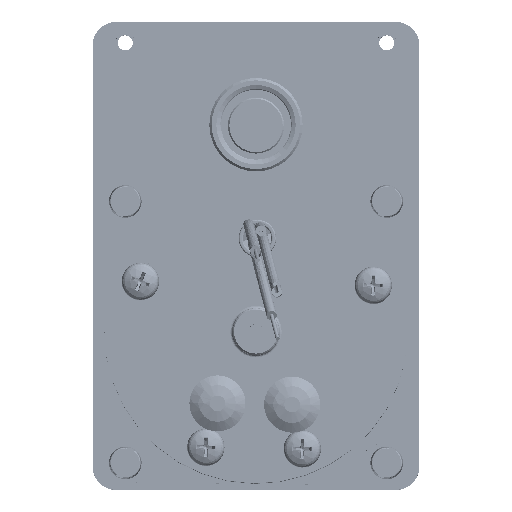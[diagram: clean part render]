
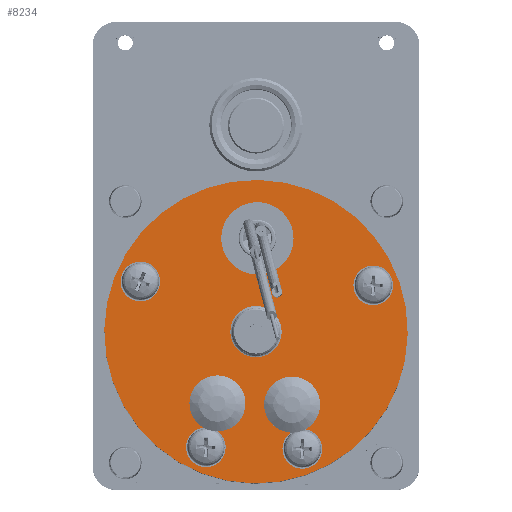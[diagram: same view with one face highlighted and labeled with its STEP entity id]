
A CAD part, top view. The second image highlights one B-rep face of the part: STEP entity #8234.
In plain terms, the highlighted face is planar.
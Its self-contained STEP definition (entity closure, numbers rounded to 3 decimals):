
#7627=CARTESIAN_POINT('',(6.487,-32.5,0.0));
#7628=VERTEX_POINT('',#7627);
#7629=CARTESIAN_POINT('',(6.487,0.0,0.0));
#7630=DIRECTION('',(-1.0,0.0,0.0));
#7631=DIRECTION('',(0.0,-1.0,0.0));
#7632=AXIS2_PLACEMENT_3D('',#7629,#7630,#7631);
#7633=CIRCLE('',#7632,32.5);
#7634=EDGE_CURVE('',#7628,#7628,#7633,.T.);
#7696=CARTESIAN_POINT('',(6.487,10.329,29.196));
#7697=VERTEX_POINT('',#7696);
#7698=CARTESIAN_POINT('',(6.487,10.329,24.946));
#7699=DIRECTION('',(1.0,0.0,0.0));
#7700=DIRECTION('',(0.0,0.0,1.0));
#7701=AXIS2_PLACEMENT_3D('',#7698,#7699,#7700);
#7702=CIRCLE('',#7701,4.25);
#7703=EDGE_CURVE('',#7697,#7697,#7702,.T.);
#7806=CARTESIAN_POINT('',(6.487,10.329,-20.696));
#7807=VERTEX_POINT('',#7806);
#7808=CARTESIAN_POINT('',(6.487,10.329,-24.946));
#7809=DIRECTION('',(1.0,0.0,0.0));
#7810=DIRECTION('',(0.0,0.0,1.0));
#7811=AXIS2_PLACEMENT_3D('',#7808,#7809,#7810);
#7812=CIRCLE('',#7811,4.25);
#7813=EDGE_CURVE('',#7807,#7807,#7812,.T.);
#7916=CARTESIAN_POINT('',(6.487,-24.946,-6.079));
#7917=VERTEX_POINT('',#7916);
#7918=CARTESIAN_POINT('',(6.487,-24.946,-10.329));
#7919=DIRECTION('',(1.0,0.0,0.0));
#7920=DIRECTION('',(0.0,0.0,1.0));
#7921=AXIS2_PLACEMENT_3D('',#7918,#7919,#7920);
#7922=CIRCLE('',#7921,4.25);
#7923=EDGE_CURVE('',#7917,#7917,#7922,.T.);
#8026=CARTESIAN_POINT('',(6.487,-24.946,14.579));
#8027=VERTEX_POINT('',#8026);
#8028=CARTESIAN_POINT('',(6.487,-24.946,10.329));
#8029=DIRECTION('',(1.0,0.0,0.0));
#8030=DIRECTION('',(0.0,0.0,1.0));
#8031=AXIS2_PLACEMENT_3D('',#8028,#8029,#8030);
#8032=CIRCLE('',#8031,4.25);
#8033=EDGE_CURVE('',#8027,#8027,#8032,.T.);
#8146=CARTESIAN_POINT('',(6.487,-15.5,-3.45));
#8147=VERTEX_POINT('',#8146);
#8148=CARTESIAN_POINT('',(6.487,-15.5,-8.));
#8149=DIRECTION('',(-1.0,0.0,0.0));
#8150=DIRECTION('',(0.0,0.0,-1.0));
#8151=AXIS2_PLACEMENT_3D('',#8148,#8149,#8150);
#8152=CIRCLE('',#8151,4.55);
#8153=EDGE_CURVE('',#8147,#8147,#8152,.T.);
#8178=CARTESIAN_POINT('',(6.487,-18.75,0.0));
#8179=DIRECTION('',(-1.0,0.0,0.0));
#8180=DIRECTION('',(0.0,0.0,1.0));
#8181=AXIS2_PLACEMENT_3D('',#8178,#8179,#8180);
#8182=PLANE('',#8181);
#8183=ORIENTED_EDGE('',*,*,#7634,.T.);
#8184=EDGE_LOOP('',(#8183));
#8185=FACE_OUTER_BOUND('',#8184,.T.);
#8186=ORIENTED_EDGE('',*,*,#7703,.T.);
#8187=EDGE_LOOP('',(#8186));
#8188=FACE_BOUND('',#8187,.T.);
#8189=ORIENTED_EDGE('',*,*,#7813,.T.);
#8190=EDGE_LOOP('',(#8189));
#8191=FACE_BOUND('',#8190,.T.);
#8192=ORIENTED_EDGE('',*,*,#7923,.T.);
#8193=EDGE_LOOP('',(#8192));
#8194=FACE_BOUND('',#8193,.T.);
#8195=ORIENTED_EDGE('',*,*,#8033,.T.);
#8196=EDGE_LOOP('',(#8195));
#8197=FACE_BOUND('',#8196,.T.);
#8198=CARTESIAN_POINT('',(6.487,20.0,7.711));
#8199=VERTEX_POINT('',#8198);
#8200=CARTESIAN_POINT('',(6.487,20.0,-0.039));
#8201=DIRECTION('',(1.0,0.0,0.0));
#8202=DIRECTION('',(0.0,0.0,-1.0));
#8203=AXIS2_PLACEMENT_3D('',#8200,#8201,#8202);
#8204=CIRCLE('',#8203,7.75);
#8205=EDGE_CURVE('',#8199,#8199,#8204,.T.);
#8206=ORIENTED_EDGE('',*,*,#8205,.T.);
#8207=EDGE_LOOP('',(#8206));
#8208=FACE_BOUND('',#8207,.T.);
#8209=CARTESIAN_POINT('',(6.487,-5.5,0.0));
#8210=VERTEX_POINT('',#8209);
#8211=CARTESIAN_POINT('',(6.487,0.0,0.0));
#8212=DIRECTION('',(-1.0,0.0,0.0));
#8213=DIRECTION('',(0.0,1.0,0.0));
#8214=AXIS2_PLACEMENT_3D('',#8211,#8212,#8213);
#8215=CIRCLE('',#8214,5.5);
#8216=EDGE_CURVE('',#8210,#8210,#8215,.T.);
#8217=ORIENTED_EDGE('',*,*,#8216,.F.);
#8218=EDGE_LOOP('',(#8217));
#8219=FACE_BOUND('',#8218,.T.);
#8220=CARTESIAN_POINT('',(6.487,-15.5,12.25));
#8221=VERTEX_POINT('',#8220);
#8222=CARTESIAN_POINT('',(6.487,-15.5,8.));
#8223=DIRECTION('',(1.0,0.0,0.0));
#8224=DIRECTION('',(0.0,0.0,-1.0));
#8225=AXIS2_PLACEMENT_3D('',#8222,#8223,#8224);
#8226=CIRCLE('',#8225,4.25);
#8227=EDGE_CURVE('',#8221,#8221,#8226,.T.);
#8228=ORIENTED_EDGE('',*,*,#8227,.T.);
#8229=EDGE_LOOP('',(#8228));
#8230=FACE_BOUND('',#8229,.T.);
#8231=ORIENTED_EDGE('',*,*,#8153,.F.);
#8232=EDGE_LOOP('',(#8231));
#8233=FACE_BOUND('',#8232,.T.);
#8234=ADVANCED_FACE('',(#8185,#8188,#8191,#8194,#8197,#8208,#8219,#8230,#8233),#8182,.T.);
